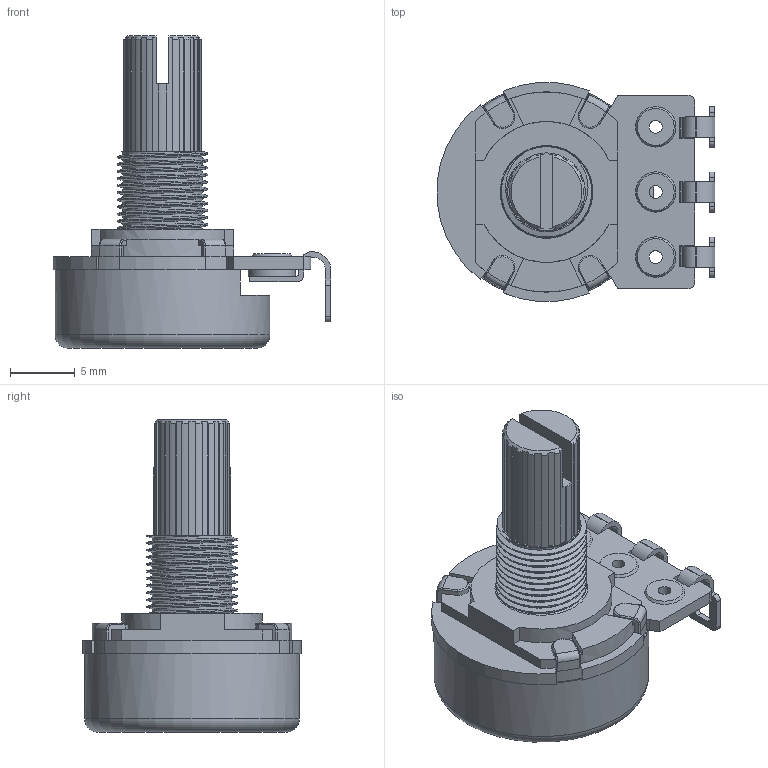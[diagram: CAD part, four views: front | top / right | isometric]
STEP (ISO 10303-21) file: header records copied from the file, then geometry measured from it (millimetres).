
FILE_DESCRIPTION(/* description */ ('Unknown'),/* implementation_level */ '2;1');
FILE_NAME(/* name */ 'R16148-1A-1-B500K',/* time_stamp */ '2023-05-22T16:10:32+02:00',/* author */ ('Unknown'),/* organization */ ('Unknown'),/* preprocessor_version */ 'ST-DEVELOPER v18.102',/* originating_system */ 'Solid Edge',/* authorisation */ 'Unknown');
FILE_SCHEMA (('AUTOMOTIVE_DESIGN {1 0 10303 214 3 1 1}'));
Length unit declared in the file: millimetre
Products named in the file (1): R16148-1A-1-B500K
Bounding box: 21.51 x 16.95 x 24.2 mm (x, y, z)
Volume: 2300.6 mm3; surface area: 1834.6 mm2
Topology: 1 solids, 1 shells, 356 faces, 998 edges, 649 vertices
Faces by surface type: plane 237, cylinder 95, bspline 10, torus 9, cone 5
Full cylindrical faces by diameter (mm): 1 x3, 3.678 x3, 6 x1, 16.634 x1
Entity records: 16653 total; most frequent: CARTESIAN_POINT 5020, ORIENTED_EDGE 1958, DIRECTION 1851, EDGE_CURVE 979, VERTEX_POINT 642, AXIS2_PLACEMENT_3D 621, LINE 609, VECTOR 609
